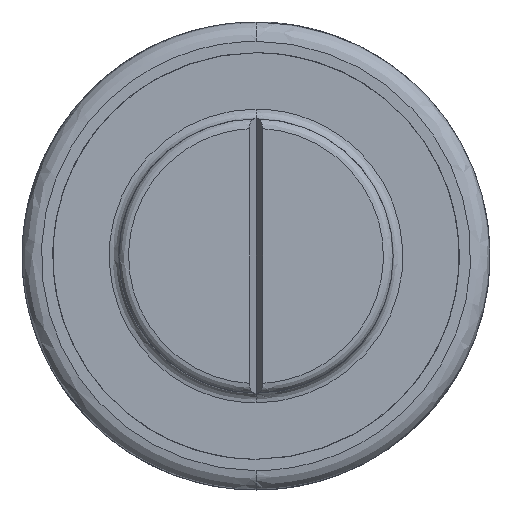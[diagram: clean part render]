
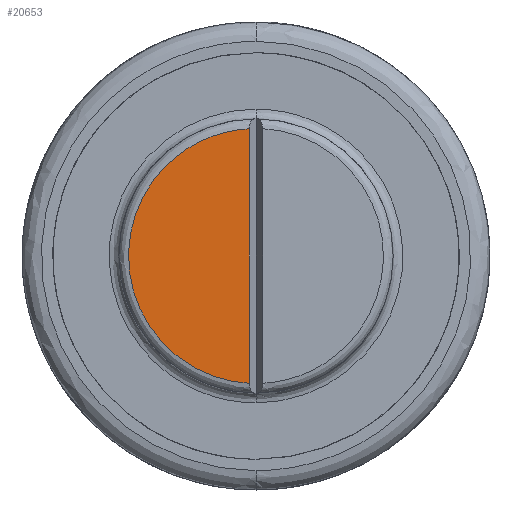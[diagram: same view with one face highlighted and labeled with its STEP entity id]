
A CAD part, front view. The second image highlights one B-rep face of the part: STEP entity #20653.
In plain terms, the highlighted planar face has unit normal (0, -1, 0).
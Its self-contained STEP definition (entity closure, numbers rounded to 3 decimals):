
#1585 = LINE ( 'NONE', #6786, #18260 ) ;
#2521 = AXIS2_PLACEMENT_3D ( 'NONE', #9382, #9839, #19821 ) ;
#2740 = PLANE ( 'NONE',  #2521 ) ;
#4169 = CARTESIAN_POINT ( 'NONE',  ( -0.211, -1., -3.944 ) ) ;
#5855 = EDGE_CURVE ( 'NONE', #10385, #20567, #19099, .T. ) ;
#6490 = CARTESIAN_POINT ( 'NONE',  ( -0.211, -1., -3.944 ) ) ;
#6786 = CARTESIAN_POINT ( 'NONE',  ( -0.211, -1., 0. ) ) ;
#7886 = EDGE_CURVE ( 'NONE', #20567, #10385, #1585, .T. ) ;
#8480 = DIRECTION ( 'NONE',  ( 0., 0., -1. ) ) ;
#9382 = CARTESIAN_POINT ( 'NONE',  ( 0., -1., 0. ) ) ;
#9839 = DIRECTION ( 'NONE',  ( 0., 1., 0. ) ) ;
#10385 = VERTEX_POINT ( 'NONE', #6490 ) ;
#11444 = CARTESIAN_POINT ( 'NONE',  ( -0.211, -1., 3.944 ) ) ;
#12944 = CARTESIAN_POINT ( 'NONE',  ( -7.327, -1., 3.563 ) ) ;
#15864 = ORIENTED_EDGE ( 'NONE', *, *, #5855, .F. ) ;
#16138 = CARTESIAN_POINT ( 'NONE',  ( -7.327, -1., -3.563 ) ) ;
#18260 = VECTOR ( 'NONE', #8480, 1000. ) ;
#19099 =( BOUNDED_CURVE ( )  B_SPLINE_CURVE ( 3, ( #4169, #16138, #12944, #19888 ),
 .UNSPECIFIED., .F., .T. ) 
 B_SPLINE_CURVE_WITH_KNOTS ( ( 4, 4 ),
 ( 0., 1. ),
 .UNSPECIFIED. ) 
 CURVE ( )  GEOMETRIC_REPRESENTATION_ITEM ( )  RATIONAL_B_SPLINE_CURVE ( ( 1., 0.369, 0.369, 1. ) ) 
 REPRESENTATION_ITEM ( '' )  );
#19821 = DIRECTION ( 'NONE',  ( 0., 0., 1. ) ) ;
#19888 = CARTESIAN_POINT ( 'NONE',  ( -0.211, -1., 3.944 ) ) ;
#20567 = VERTEX_POINT ( 'NONE', #11444 ) ;
#20653 = ADVANCED_FACE ( 'NONE', ( #21661 ), #2740, .F. ) ;
#21091 = EDGE_LOOP ( 'NONE', ( #22445, #15864 ) ) ;
#21661 = FACE_OUTER_BOUND ( 'NONE', #21091, .T. ) ;
#22445 = ORIENTED_EDGE ( 'NONE', *, *, #7886, .F. ) ;
